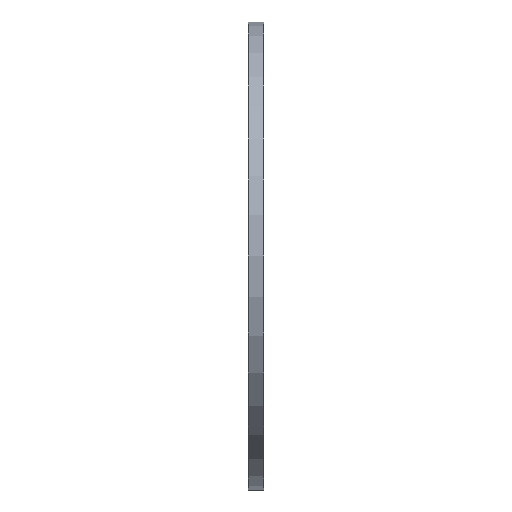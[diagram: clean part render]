
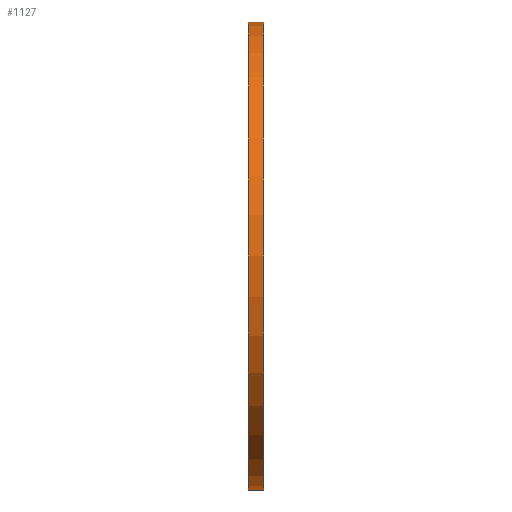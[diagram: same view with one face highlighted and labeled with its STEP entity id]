
A CAD part, front view. The second image highlights one B-rep face of the part: STEP entity #1127.
In plain terms, the highlighted cylindrical face has radius 266.7 mm (diameter 533.4 mm), a partial arc.
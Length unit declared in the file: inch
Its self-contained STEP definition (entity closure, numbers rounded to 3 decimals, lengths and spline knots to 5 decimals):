
#73 = VERTEX_POINT ( 'NONE', #767 ) ;
#139 = DIRECTION ( 'NONE',  ( 0., 0., 1. ) ) ;
#151 = CIRCLE ( 'NONE', #675, 10.5 ) ;
#303 = CARTESIAN_POINT ( 'NONE',  ( 0., 0., 0. ) ) ;
#305 = ORIENTED_EDGE ( 'NONE', *, *, #1615, .F. ) ;
#325 = CARTESIAN_POINT ( 'NONE',  ( 0.75, 0., 10.5 ) ) ;
#407 = CIRCLE ( 'NONE', #563, 10.5 ) ;
#491 = VERTEX_POINT ( 'NONE', #684 ) ;
#509 = CARTESIAN_POINT ( 'NONE',  ( 0.0625, 0., 0. ) ) ;
#558 = CYLINDRICAL_SURFACE ( 'NONE', #835, 10.5 ) ;
#563 = AXIS2_PLACEMENT_3D ( 'NONE', #509, #1658, #139 ) ;
#599 = CARTESIAN_POINT ( 'NONE',  ( 0.0625, 0., 10.5 ) ) ;
#616 = DIRECTION ( 'NONE',  ( -1., 0., 0. ) ) ;
#628 = VECTOR ( 'NONE', #1390, 39.37008 ) ;
#675 = AXIS2_PLACEMENT_3D ( 'NONE', #1523, #616, #988 ) ;
#684 = CARTESIAN_POINT ( 'NONE',  ( 0.75, 0., -10.5 ) ) ;
#767 = CARTESIAN_POINT ( 'NONE',  ( 0.0625, 0., -10.5 ) ) ;
#819 = DIRECTION ( 'NONE',  ( -1., 0., 0. ) ) ;
#827 = DIRECTION ( 'NONE',  ( 0., 0., 1. ) ) ;
#835 = AXIS2_PLACEMENT_3D ( 'NONE', #303, #819, #827 ) ;
#845 = ORIENTED_EDGE ( 'NONE', *, *, #1051, .T. ) ;
#858 = CARTESIAN_POINT ( 'NONE',  ( 0., 0., 10.5 ) ) ;
#912 = VERTEX_POINT ( 'NONE', #325 ) ;
#988 = DIRECTION ( 'NONE',  ( 0., 0., 1. ) ) ;
#1010 = CARTESIAN_POINT ( 'NONE',  ( 0., 0., -10.5 ) ) ;
#1037 = VERTEX_POINT ( 'NONE', #599 ) ;
#1043 = EDGE_CURVE ( 'NONE', #491, #912, #151, .T. ) ;
#1051 = EDGE_CURVE ( 'NONE', #912, #1037, #1122, .T. ) ;
#1122 = LINE ( 'NONE', #858, #628 ) ;
#1127 = ADVANCED_FACE ( 'NONE', ( #1583 ), #558, .T. ) ;
#1145 = DIRECTION ( 'NONE',  ( -1., 0., 0. ) ) ;
#1390 = DIRECTION ( 'NONE',  ( -1., 0., 0. ) ) ;
#1400 = ORIENTED_EDGE ( 'NONE', *, *, #1043, .T. ) ;
#1478 = EDGE_LOOP ( 'NONE', ( #305, #1400, #845, #1624 ) ) ;
#1512 = LINE ( 'NONE', #1010, #1646 ) ;
#1523 = CARTESIAN_POINT ( 'NONE',  ( 0.75, 0., 0. ) ) ;
#1583 = FACE_OUTER_BOUND ( 'NONE', #1478, .T. ) ;
#1615 = EDGE_CURVE ( 'NONE', #491, #73, #1512, .T. ) ;
#1624 = ORIENTED_EDGE ( 'NONE', *, *, #1650, .F. ) ;
#1646 = VECTOR ( 'NONE', #1145, 39.37008 ) ;
#1650 = EDGE_CURVE ( 'NONE', #73, #1037, #407, .T. ) ;
#1658 = DIRECTION ( 'NONE',  ( -1., 0., 0. ) ) ;
